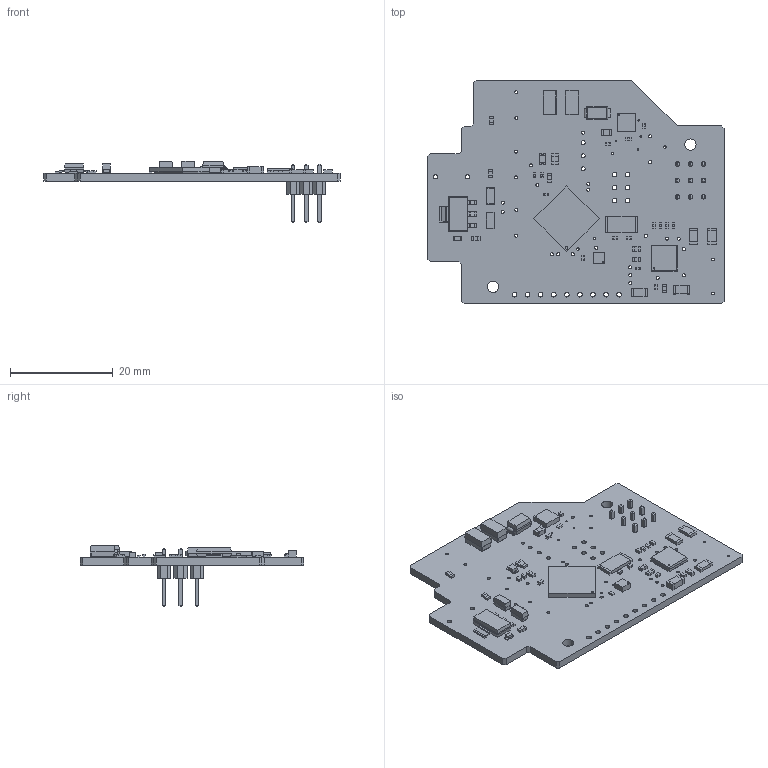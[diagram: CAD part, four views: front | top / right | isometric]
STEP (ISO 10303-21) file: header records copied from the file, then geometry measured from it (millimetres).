
FILE_DESCRIPTION(/* description */ (''),/* implementation_level */ '2;1');
FILE_NAME(/* name */ 'HbHandBoardMk2_V3.stp',/* time_stamp */ '2017-09-29T10:07:39+09:00',/* author */ ('sktom'),/* organization */ (''),/* preprocessor_version */ 'ST-DEVELOPER v16.13',/* originating_system */ 'Autodesk Inventor 2018',/* authorisation */ '');
FILE_SCHEMA (('AUTOMOTIVE_DESIGN { 1 0 10303 214 3 1 1 }'));
Length unit declared in the file: millimetre
Products named in the file (24): HbHandBoardMk2_V3_15287; PCB; F1206; C0402; X2-SMD-5.0X3.2X1; MICRO-USB5+6P-SMD-0; H3-2; VQFN16; C0805; AVX-B; R0402; DO-214AC; SOT-223; AVX-A; TQFP32-0; SW2-SMD-3.0X2.5X1.2+0; R0603; C0603; LED-0805; LED-0603; R0805; LED-0402; SOD-123; QFN-32
Assembly tree (46 placements, depth 2):
  HbHandBoardMk2_V3_15287
    PCB
    F1206  x3
    C0402  x9
    X2-SMD-5.0X3.2X1
    MICRO-USB5+6P-SMD-0
    H3-2  x3
    VQFN16
    C0805
    AVX-B  x2
    R0402  x4
    DO-214AC
    SOT-223
    AVX-A  x2
    TQFP32-0
    SW2-SMD-3.0X2.5X1.2+0
    R0603  x5
    C0603  x2
    LED-0805
    LED-0603
    R0805
    LED-0402  x2
    SOD-123
    QFN-32
Bounding box: 57.6 x 43.51 x 11.92 mm (x, y, z)
Volume: 3745.3 mm3; surface area: 6264.3 mm2
Topology: 45 solids, 45 shells, 1261 faces, 3374 edges, 2215 vertices
Faces by surface type: plane 1099, cylinder 110, sphere 52
Full cylindrical faces by diameter (mm): 0.2 x2, 0.305 x4, 0.5 x5, 0.508 x2, 0.6 x28, 0.787 x3, 0.813 x2, 0.889 x15, 0.9 x9, 2.2 x2
Entity records: 25744 total; most frequent: CARTESIAN_POINT 4130, DIRECTION 3909, ORIENTED_EDGE 3884, EDGE_CURVE 1942, LINE 1681, VECTOR 1681, VERTEX_POINT 1335, AXIS2_PLACEMENT_3D 1114
